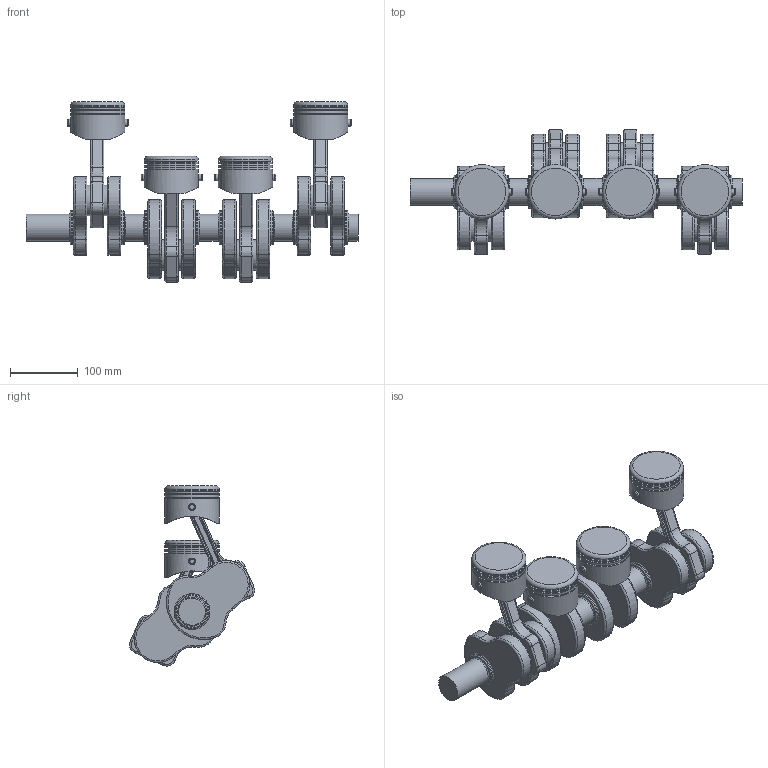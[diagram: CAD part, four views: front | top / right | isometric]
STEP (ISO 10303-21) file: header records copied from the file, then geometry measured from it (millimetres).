
FILE_DESCRIPTION(/* description */ (''),/* implementation_level */ '2;1');
FILE_NAME(/* name */ 'aeb6d953-d641-42ce-8cde-184cf370f887.stp',/* time_stamp */ '2024-09-13T06:14:51Z',/* author */ (''),/* organization */ (''),/* preprocessor_version */ 'ST-DEVELOPER v20',/* originating_system */ 'Autodesk Translation Framework v13.20.0.188',/* authorisation */ '');
FILE_SCHEMA (('AUTOMOTIVE_DESIGN { 1 0 10303 214 3 1 1 }'));
Length unit declared in the file: millimetre
Products named in the file (9): piston crank; PISTONS:1; Piston; CONNECTING RODS; ConnectingRod; PINS; PINS (1); CRANK PINS; crankpins
Assembly tree (17 placements, depth 3):
  piston crank
    PISTONS:1
      Piston  x4
    CONNECTING RODS
      ConnectingRod  x4
    PINS
      PINS (1)  x4
    CRANK PINS
      crankpins
Bounding box: 490 x 184.87 x 266.16 mm (x, y, z)
Volume: 2683498.4 mm3; surface area: 481359.1 mm2
Topology: 13 solids, 13 shells, 687 faces, 1515 edges, 902 vertices
Faces by surface type: cylinder 285, torus 220, plane 150, bspline 32
Full cylindrical faces by diameter (mm): 10 x16, 40 x5, 45 x8, 50 x8, 70 x4, 72 x12, 80 x16
Entity records: 10922 total; most frequent: CARTESIAN_POINT 2194, DIRECTION 2101, ORIENTED_EDGE 1614, AXIS2_PLACEMENT_3D 938, EDGE_CURVE 807, CIRCLE 554, VERTEX_POINT 479, EDGE_LOOP 404
